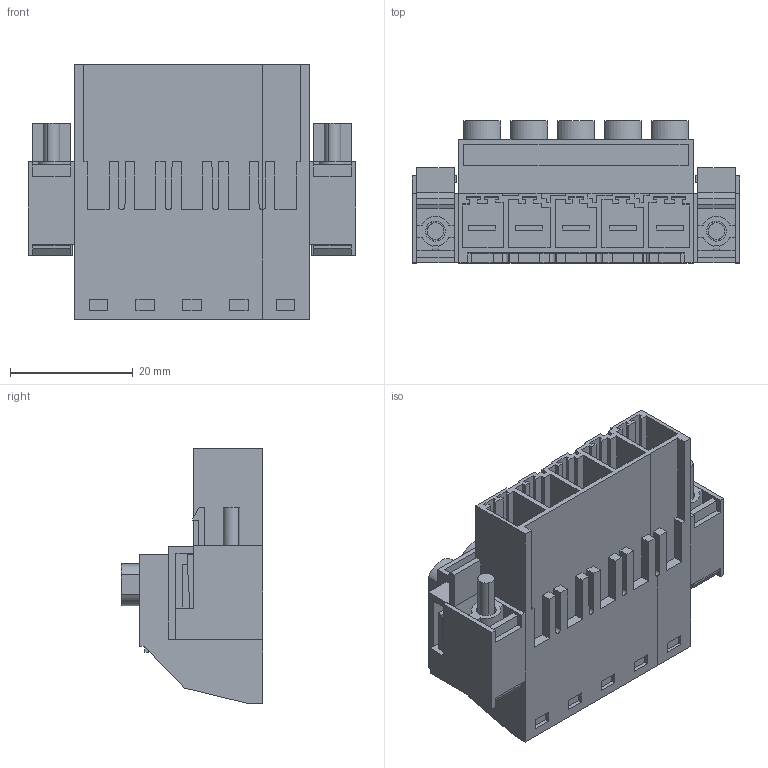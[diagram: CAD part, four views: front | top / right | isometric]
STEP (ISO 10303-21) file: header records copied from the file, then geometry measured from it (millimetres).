
FILE_DESCRIPTION(('CATIA V5 STEP Exchange','CAx-IF Rec.Pracs.--- Model Styling and Organization---1.4--- 2014-01-23'),'2;1');
FILE_NAME ('D1459489_1_1932210000_1932210000.stp','2023-02-01T15:00:17+00:00',('none'),('Weidmueller'),'CATIA Version 5-6 Release 2016 SP3 HF44','CATIA V5 STEP AP214','none');
FILE_SCHEMA(('AUTOMOTIVE_DESIGN { 1 0 10303 214 1 1 1 1 }'));
Length unit declared in the file: millimetre
Products named in the file (1): 1932210000
Bounding box: 53.34 x 23.1 x 41.45 mm (x, y, z)
Volume: 18271.2 mm3; surface area: 16552.9 mm2
Topology: 17 solids, 17 shells, 635 faces, 1731 edges, 1154 vertices
Faces by surface type: plane 582, cylinder 53
Entity records: 19115 total; most frequent: ORIENTED_EDGE 3462, CARTESIAN_POINT 3404, DIRECTION 2556, EDGE_CURVE 1731, VECTOR 1572, LINE 1572, VERTEX_POINT 1154, EDGE_LOOP 667
